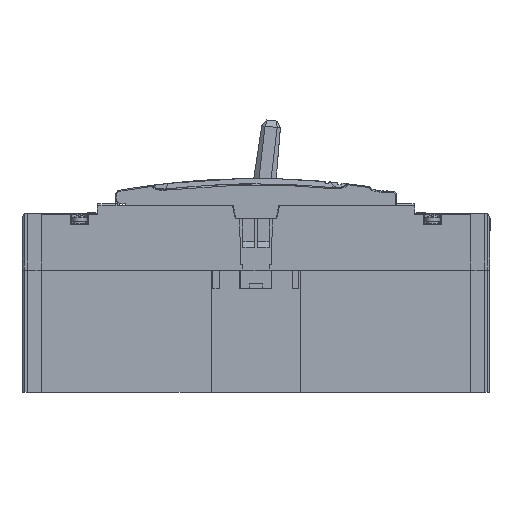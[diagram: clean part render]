
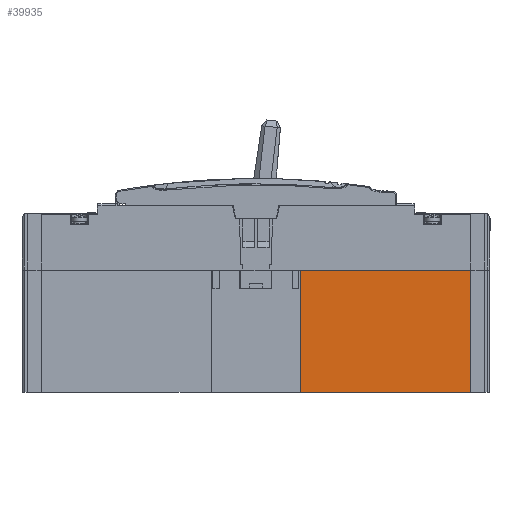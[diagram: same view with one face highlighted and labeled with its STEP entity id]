
A CAD part, front view. The second image highlights one B-rep face of the part: STEP entity #39935.
In plain terms, the highlighted planar face has unit normal (0, -1, 0).
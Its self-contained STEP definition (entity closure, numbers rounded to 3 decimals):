
#707 = ORIENTED_EDGE ( 'NONE', *, *, #68298, .F. ) ;
#3503 = VECTOR ( 'NONE', #172707, 1000. ) ;
#9594 = AXIS2_PLACEMENT_3D ( 'NONE', #238029, #239819, #30276 ) ;
#15650 = ORIENTED_EDGE ( 'NONE', *, *, #220455, .F. ) ;
#16896 = EDGE_CURVE ( 'NONE', #33645, #189834, #73186, .T. ) ;
#24945 = CARTESIAN_POINT ( 'NONE',  ( 152.965, 298.2, -0.5 ) ) ;
#24979 = VECTOR ( 'NONE', #93408, 1000. ) ;
#27419 = VERTEX_POINT ( 'NONE', #207896 ) ;
#30276 = DIRECTION ( 'NONE',  ( 0., 0., 1. ) ) ;
#33645 = VERTEX_POINT ( 'NONE', #170934 ) ;
#39935 = ADVANCED_FACE ( 'NONE', ( #245701 ), #112950, .F. ) ;
#49706 = LINE ( 'NONE', #24945, #3503 ) ;
#68298 = EDGE_CURVE ( 'NONE', #27419, #189834, #49706, .T. ) ;
#68937 = DIRECTION ( 'NONE',  ( -1., 0., 0. ) ) ;
#72951 = VERTEX_POINT ( 'NONE', #177754 ) ;
#73186 = LINE ( 'NONE', #134385, #102745 ) ;
#77592 = LINE ( 'NONE', #259930, #24979 ) ;
#91184 = ORIENTED_EDGE ( 'NONE', *, *, #16896, .T. ) ;
#93408 = DIRECTION ( 'NONE',  ( 0., 0., -1. ) ) ;
#102745 = VECTOR ( 'NONE', #201407, 1000. ) ;
#111229 = CARTESIAN_POINT ( 'NONE',  ( 246.455, 298.2, -0.5 ) ) ;
#112950 = PLANE ( 'NONE',  #9594 ) ;
#113457 = EDGE_LOOP ( 'NONE', ( #205163, #15650, #91184, #707 ) ) ;
#134385 = CARTESIAN_POINT ( 'NONE',  ( 246.455, 298.2, 66.5 ) ) ;
#135839 = CARTESIAN_POINT ( 'NONE',  ( 152.965, 298.2, 66.5 ) ) ;
#136803 = VECTOR ( 'NONE', #68937, 1000. ) ;
#170934 = CARTESIAN_POINT ( 'NONE',  ( 246.4, 298.2, 66.5 ) ) ;
#172707 = DIRECTION ( 'NONE',  ( 0., 0., 1. ) ) ;
#177754 = CARTESIAN_POINT ( 'NONE',  ( 246.4, 298.2, -0.5 ) ) ;
#189834 = VERTEX_POINT ( 'NONE', #135839 ) ;
#201407 = DIRECTION ( 'NONE',  ( -1., 0., 0. ) ) ;
#205163 = ORIENTED_EDGE ( 'NONE', *, *, #207267, .F. ) ;
#207267 = EDGE_CURVE ( 'NONE', #72951, #27419, #225653, .T. ) ;
#207896 = CARTESIAN_POINT ( 'NONE',  ( 152.965, 298.2, -0.5 ) ) ;
#220455 = EDGE_CURVE ( 'NONE', #33645, #72951, #77592, .T. ) ;
#225653 = LINE ( 'NONE', #111229, #136803 ) ;
#238029 = CARTESIAN_POINT ( 'NONE',  ( 246.455, 298.2, -0.5 ) ) ;
#239819 = DIRECTION ( 'NONE',  ( 0., 1., 0. ) ) ;
#245701 = FACE_OUTER_BOUND ( 'NONE', #113457, .T. ) ;
#259930 = CARTESIAN_POINT ( 'NONE',  ( 246.4, 298.2, -0.5 ) ) ;
